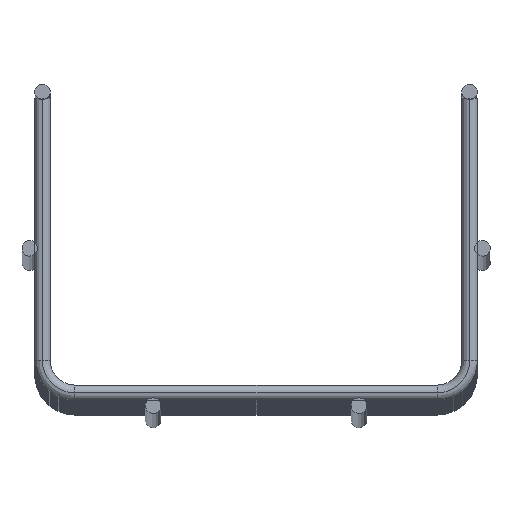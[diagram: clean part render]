
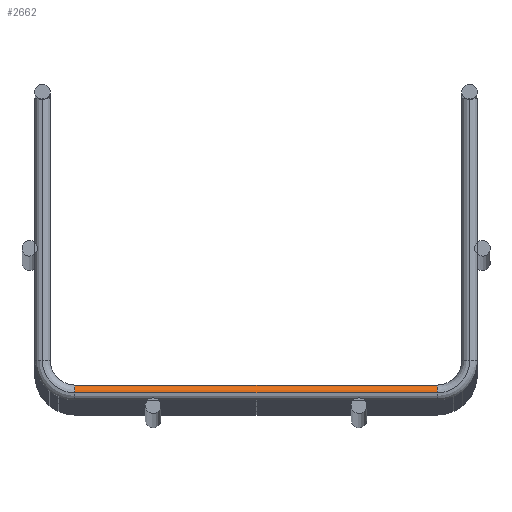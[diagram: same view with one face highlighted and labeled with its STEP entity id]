
A CAD part, top view. The second image highlights one B-rep face of the part: STEP entity #2662.
In plain terms, the highlighted cylindrical face has radius 1.9 mm (diameter 3.8 mm), a partial arc.
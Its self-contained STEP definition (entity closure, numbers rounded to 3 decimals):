
#114 = ORIENTED_EDGE ( 'NONE', *, *, #9620, .F. ) ;
#921 = DIRECTION ( 'NONE',  ( 1., 0., 0. ) ) ;
#1866 = VECTOR ( 'NONE', #7862, 1000. ) ;
#1916 = DIRECTION ( 'NONE',  ( -1., 0., 0. ) ) ;
#1995 = CARTESIAN_POINT ( 'NONE',  ( -44., 3.8, -1.9 ) ) ;
#2662 = ADVANCED_FACE ( 'NONE', ( #10284 ), #9342, .T. ) ;
#3076 = CARTESIAN_POINT ( 'NONE',  ( -44., 1.9, 0. ) ) ;
#3761 = DIRECTION ( 'NONE',  ( 0., 0., -1. ) ) ;
#4079 = LINE ( 'NONE', #5267, #1866 ) ;
#4349 = VERTEX_POINT ( 'NONE', #4927 ) ;
#4635 = DIRECTION ( 'NONE',  ( 0., -1., 0. ) ) ;
#4739 = CARTESIAN_POINT ( 'NONE',  ( -44., 3.8, -1.9 ) ) ;
#4763 = CARTESIAN_POINT ( 'NONE',  ( -53.8, 1.9, -1.9 ) ) ;
#4927 = CARTESIAN_POINT ( 'NONE',  ( 44., 1.9, 0. ) ) ;
#5029 = CARTESIAN_POINT ( 'NONE',  ( 44., 3.8, -1.9 ) ) ;
#5063 = EDGE_CURVE ( 'NONE', #8787, #12112, #6270, .T. ) ;
#5065 = DIRECTION ( 'NONE',  ( 0., 0., -1. ) ) ;
#5136 = CARTESIAN_POINT ( 'NONE',  ( 44., 1.9, -1.9 ) ) ;
#5267 = CARTESIAN_POINT ( 'NONE',  ( -44., 1.9, 0. ) ) ;
#5597 = LINE ( 'NONE', #4739, #11267 ) ;
#6166 = DIRECTION ( 'NONE',  ( 1., 0., 0. ) ) ;
#6270 = CIRCLE ( 'NONE', #8257, 1.9 ) ;
#6314 = EDGE_CURVE ( 'NONE', #10493, #8787, #5597, .T. ) ;
#7803 = CIRCLE ( 'NONE', #8971, 1.9 ) ;
#7862 = DIRECTION ( 'NONE',  ( -1., 0., 0. ) ) ;
#8257 = AXIS2_PLACEMENT_3D ( 'NONE', #12199, #921, #3761 ) ;
#8787 = VERTEX_POINT ( 'NONE', #1995 ) ;
#8971 = AXIS2_PLACEMENT_3D ( 'NONE', #5136, #6166, #5065 ) ;
#9259 = EDGE_CURVE ( 'NONE', #4349, #12112, #4079, .T. ) ;
#9342 = CYLINDRICAL_SURFACE ( 'NONE', #9954, 1.9 ) ;
#9620 = EDGE_CURVE ( 'NONE', #10493, #4349, #7803, .T. ) ;
#9954 = AXIS2_PLACEMENT_3D ( 'NONE', #4763, #1916, #4635 ) ;
#10284 = FACE_OUTER_BOUND ( 'NONE', #12252, .T. ) ;
#10344 = ORIENTED_EDGE ( 'NONE', *, *, #5063, .T. ) ;
#10493 = VERTEX_POINT ( 'NONE', #5029 ) ;
#10599 = ORIENTED_EDGE ( 'NONE', *, *, #9259, .F. ) ;
#11267 = VECTOR ( 'NONE', #12182, 1000. ) ;
#11973 = ORIENTED_EDGE ( 'NONE', *, *, #6314, .T. ) ;
#12112 = VERTEX_POINT ( 'NONE', #3076 ) ;
#12182 = DIRECTION ( 'NONE',  ( -1., 0., 0. ) ) ;
#12199 = CARTESIAN_POINT ( 'NONE',  ( -44., 1.9, -1.9 ) ) ;
#12252 = EDGE_LOOP ( 'NONE', ( #11973, #10344, #10599, #114 ) ) ;
